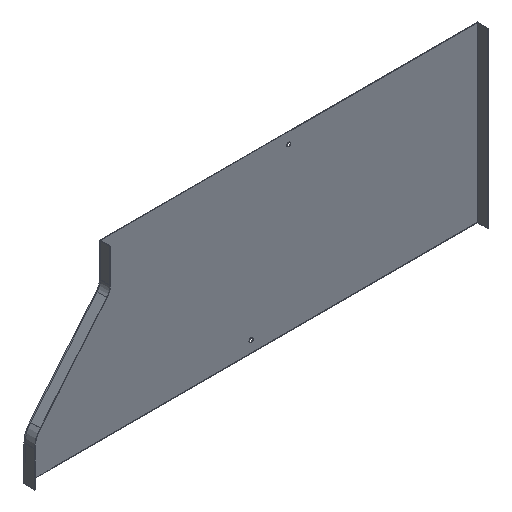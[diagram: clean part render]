
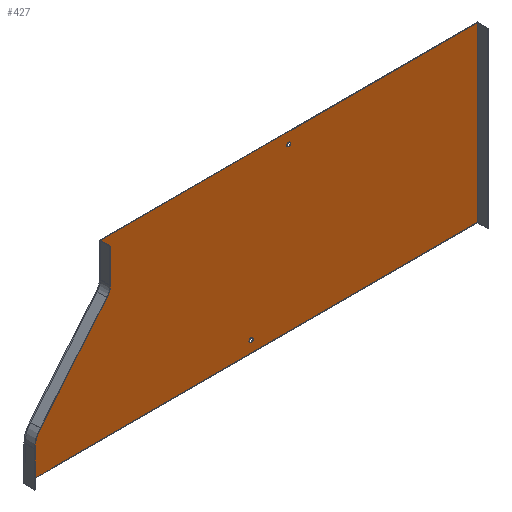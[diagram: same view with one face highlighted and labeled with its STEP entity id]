
A CAD part, isometric view. The second image highlights one B-rep face of the part: STEP entity #427.
In plain terms, the highlighted planar face has unit normal (0, -1, 0).
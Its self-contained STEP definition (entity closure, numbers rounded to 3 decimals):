
#43 = CARTESIAN_POINT ( 'NONE',  ( -602., 0., -230. ) ) ;
#46 = CARTESIAN_POINT ( 'NONE',  ( -301., 0., -215. ) ) ;
#49 = DIRECTION ( 'NONE',  ( 0., 0., 1. ) ) ;
#50 = DIRECTION ( 'NONE',  ( 0., 0., 1. ) ) ;
#52 = DIRECTION ( 'NONE',  ( 0., 0., 1. ) ) ;
#53 = DIRECTION ( 'NONE',  ( 0., 1., 0. ) ) ;
#59 = CARTESIAN_POINT ( 'NONE',  ( -520., 0., -44.863 ) ) ;
#62 = DIRECTION ( 'NONE',  ( 0., 0., 1. ) ) ;
#63 = DIRECTION ( 'NONE',  ( 0., 1., 0. ) ) ;
#64 = CARTESIAN_POINT ( 'NONE',  ( -251., 0., -15. ) ) ;
#65 = CARTESIAN_POINT ( 'NONE',  ( -505.557, 0., -56.898 ) ) ;
#71 = DIRECTION ( 'NONE',  ( -0.64, 0., -0.768 ) ) ;
#75 = DIRECTION ( 'NONE',  ( 0., 0., -1. ) ) ;
#84 = DIRECTION ( 'NONE',  ( -1., 0., 0. ) ) ;
#85 = DIRECTION ( 'NONE',  ( 0., 1., 0. ) ) ;
#86 = CARTESIAN_POINT ( 'NONE',  ( -501.2, 0., -44.863 ) ) ;
#97 = EDGE_CURVE ( 'NONE', #381, #381, #269, .T. ) ;
#98 = EDGE_CURVE ( 'NONE', #382, #382, #270, .T. ) ;
#99 = EDGE_CURVE ( 'NONE', #231, #224, #266, .T. ) ;
#100 = EDGE_CURVE ( 'NONE', #242, #249, #261, .T. ) ;
#101 = EDGE_CURVE ( 'NONE', #249, #248, #273, .T. ) ;
#102 = EDGE_CURVE ( 'NONE', #248, #247, #274, .T. ) ;
#111 = EDGE_CURVE ( 'NONE', #231, #240, #287, .T. ) ;
#138 = ORIENTED_EDGE ( 'NONE', *, *, #111, .F. ) ;
#139 = ORIENTED_EDGE ( 'NONE', *, *, #98, .T. ) ;
#141 = ORIENTED_EDGE ( 'NONE', *, *, #97, .T. ) ;
#142 = ORIENTED_EDGE ( 'NONE', *, *, #101, .T. ) ;
#143 = ORIENTED_EDGE ( 'NONE', *, *, #100, .T. ) ;
#144 = ORIENTED_EDGE ( 'NONE', *, *, #709, .F. ) ;
#145 = ORIENTED_EDGE ( 'NONE', *, *, #99, .T. ) ;
#147 = ORIENTED_EDGE ( 'NONE', *, *, #640, .T. ) ;
#148 = ORIENTED_EDGE ( 'NONE', *, *, #639, .T. ) ;
#149 = ORIENTED_EDGE ( 'NONE', *, *, #102, .T. ) ;
#201 = EDGE_LOOP ( 'NONE', ( #138, #145, #144, #143, #142, #149, #148, #147 ) ) ;
#202 = EDGE_LOOP ( 'NONE', ( #139 ) ) ;
#204 = EDGE_LOOP ( 'NONE', ( #141 ) ) ;
#224 = VERTEX_POINT ( 'NONE', #470 ) ;
#231 = VERTEX_POINT ( 'NONE', #474 ) ;
#240 = VERTEX_POINT ( 'NONE', #483 ) ;
#242 = VERTEX_POINT ( 'NONE', #485 ) ;
#246 = VERTEX_POINT ( 'NONE', #489 ) ;
#247 = VERTEX_POINT ( 'NONE', #490 ) ;
#248 = VERTEX_POINT ( 'NONE', #491 ) ;
#249 = VERTEX_POINT ( 'NONE', #492 ) ;
#261 = LINE ( 'NONE', #86, #271 ) ;
#266 = LINE ( 'NONE', #455, #272 ) ;
#269 = CIRCLE ( 'NONE', #655, 2.5 ) ;
#270 = CIRCLE ( 'NONE', #656, 2.5 ) ;
#271 = VECTOR ( 'NONE', #75, 1000. ) ;
#272 = VECTOR ( 'NONE', #49, 1000. ) ;
#273 = CIRCLE ( 'NONE', #657, 18.8 ) ;
#274 = LINE ( 'NONE', #65, #276 ) ;
#276 = VECTOR ( 'NONE', #71, 1000. ) ;
#287 = LINE ( 'NONE', #43, #292 ) ;
#292 = VECTOR ( 'NONE', #84, 1000. ) ;
#307 = FACE_BOUND ( 'NONE', #204, .T. ) ;
#315 = FACE_OUTER_BOUND ( 'NONE', #201, .T. ) ;
#320 = FACE_BOUND ( 'NONE', #202, .T. ) ;
#353 = CIRCLE ( 'NONE', #677, 31.2 ) ;
#355 = LINE ( 'NONE', #578, #357 ) ;
#357 = VECTOR ( 'NONE', #577, 1000. ) ;
#374 = LINE ( 'NONE', #609, #378 ) ;
#378 = VECTOR ( 'NONE', #611, 1000. ) ;
#381 = VERTEX_POINT ( 'NONE', #613 ) ;
#382 = VERTEX_POINT ( 'NONE', #614 ) ;
#427 = ADVANCED_FACE ( 'NONE', ( #307, #320, #315 ), #506, .F. ) ;
#455 = CARTESIAN_POINT ( 'NONE',  ( -0.8, 0., -44.863 ) ) ;
#470 = CARTESIAN_POINT ( 'NONE',  ( -0.8, 0., 0. ) ) ;
#474 = CARTESIAN_POINT ( 'NONE',  ( -0.8, 0., -230. ) ) ;
#483 = CARTESIAN_POINT ( 'NONE',  ( -601.2, 0., -230. ) ) ;
#485 = CARTESIAN_POINT ( 'NONE',  ( -501.2, 0., 0. ) ) ;
#489 = CARTESIAN_POINT ( 'NONE',  ( -601.2, 0., -182.965 ) ) ;
#490 = CARTESIAN_POINT ( 'NONE',  ( -593.969, 0., -162.991 ) ) ;
#491 = CARTESIAN_POINT ( 'NONE',  ( -505.557, 0., -56.898 ) ) ;
#492 = CARTESIAN_POINT ( 'NONE',  ( -501.2, 0., -44.863 ) ) ;
#498 = CARTESIAN_POINT ( 'NONE',  ( -520., 0., -44.863 ) ) ;
#506 = PLANE ( 'NONE',  #660 ) ;
#507 = DIRECTION ( 'NONE',  ( 0., 1., 0. ) ) ;
#508 = DIRECTION ( 'NONE',  ( 0., 0., 1. ) ) ;
#577 = DIRECTION ( 'NONE',  ( 0., 0., -1. ) ) ;
#578 = CARTESIAN_POINT ( 'NONE',  ( -601.2, 0., -44.863 ) ) ;
#582 = CARTESIAN_POINT ( 'NONE',  ( -570., 0., -182.965 ) ) ;
#583 = DIRECTION ( 'NONE',  ( 0., -1., 0. ) ) ;
#584 = DIRECTION ( 'NONE',  ( 0., 0., 1. ) ) ;
#609 = CARTESIAN_POINT ( 'NONE',  ( -502., 0., 0. ) ) ;
#611 = DIRECTION ( 'NONE',  ( 1., 0., 0. ) ) ;
#613 = CARTESIAN_POINT ( 'NONE',  ( -251., 0., -12.5 ) ) ;
#614 = CARTESIAN_POINT ( 'NONE',  ( -301., 0., -212.5 ) ) ;
#639 = EDGE_CURVE ( 'NONE', #247, #246, #353, .T. ) ;
#640 = EDGE_CURVE ( 'NONE', #246, #240, #355, .T. ) ;
#655 = AXIS2_PLACEMENT_3D ( 'NONE', #64, #63, #62 ) ;
#656 = AXIS2_PLACEMENT_3D ( 'NONE', #46, #85, #50 ) ;
#657 = AXIS2_PLACEMENT_3D ( 'NONE', #59, #53, #52 ) ;
#660 = AXIS2_PLACEMENT_3D ( 'NONE', #498, #507, #508 ) ;
#677 = AXIS2_PLACEMENT_3D ( 'NONE', #582, #583, #584 ) ;
#709 = EDGE_CURVE ( 'NONE', #242, #224, #374, .T. ) ;
